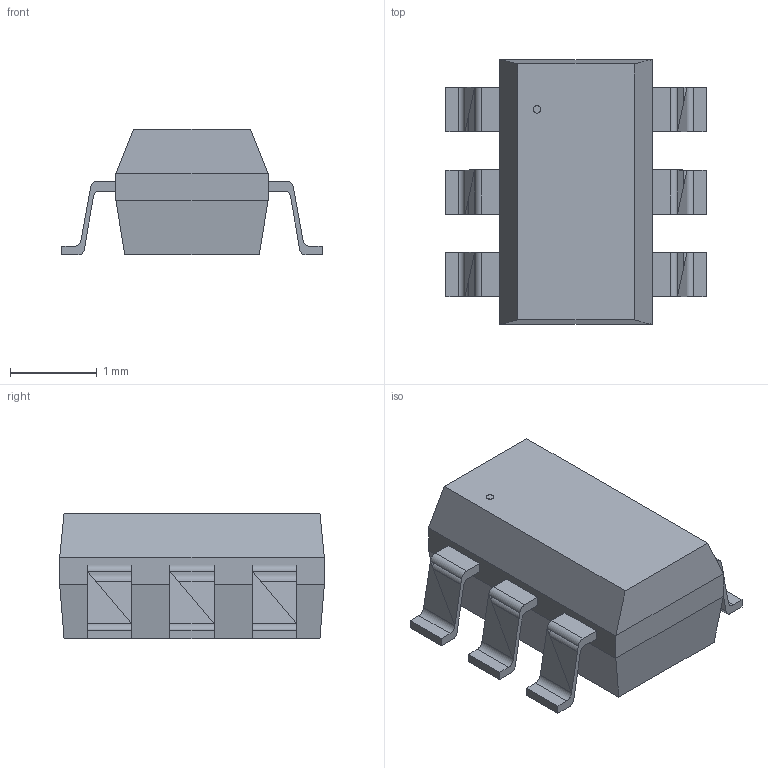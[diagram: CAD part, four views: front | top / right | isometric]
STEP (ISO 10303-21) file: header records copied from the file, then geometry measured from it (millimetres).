
FILE_DESCRIPTION(('STEP AP214'),'1');
FILE_NAME('DBV6-L','2018-03-29T15:18:19',(''),(''),'','','');
FILE_SCHEMA(('AUTOMOTIVE_DESIGN'));
Length unit declared in the file: millimetre
Products named in the file (1): product
Bounding box: 3 x 3.05 x 1.45 mm (x, y, z)
Volume: 0.3 mm3; surface area: 31.4 mm2
Topology: 7 solids, 21 shells, 101 faces, 275 edges, 202 vertices
Faces by surface type: plane 76, cylinder 25
Full cylindrical faces by diameter (mm): 0.088 x1
Entity records: 3370 total; most frequent: CARTESIAN_POINT 585, DIRECTION 542, ORIENTED_EDGE 492, EDGE_CURVE 274, VERTEX_POINT 258, LINE 224, VECTOR 224, AXIS2_PLACEMENT_3D 159
